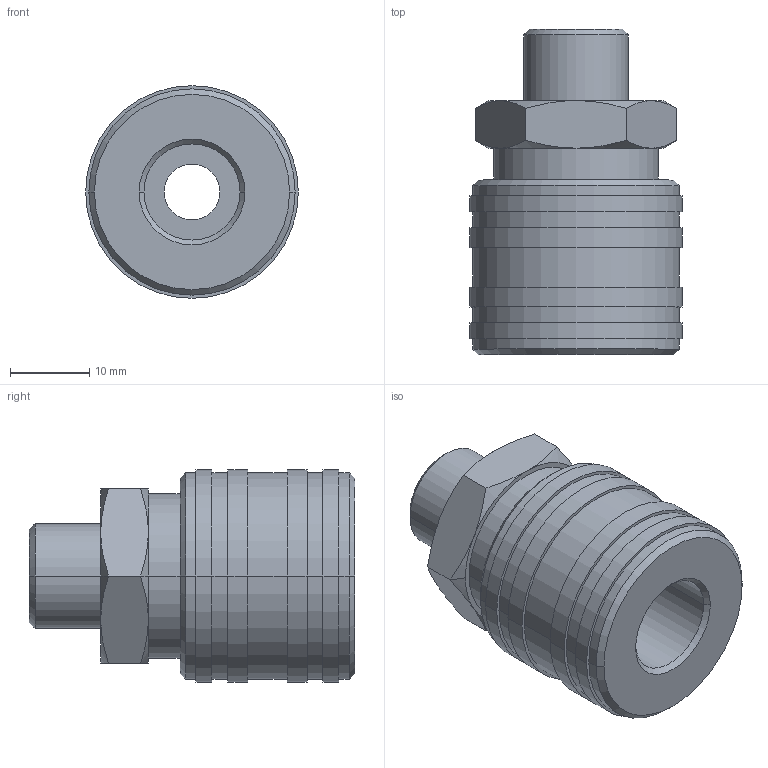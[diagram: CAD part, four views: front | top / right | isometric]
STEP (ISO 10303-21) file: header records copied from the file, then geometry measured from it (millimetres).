
FILE_DESCRIPTION(('STEP AP214'),'1');
FILE_NAME('ESEG_14_AAB.stp','2020-08-17T11:37:56',('TraceParts'),('TraceParts S.A.'),'Spatial InterOp 3D',' ',' ');
FILE_SCHEMA(('AUTOMOTIVE_DESIGN { 1 0 10303 214 1 1 1 1 }'));
Length unit declared in the file: millimetre
Products named in the file (1): ESEG_14_AAB
Bounding box: 26.8 x 41 x 26.8 mm (x, y, z)
Volume: 13796.6 mm3; surface area: 5424.9 mm2
Topology: 1 solids, 1 shells, 70 faces, 144 edges, 88 vertices
Faces by surface type: cylinder 26, cone 24, plane 20
Entity records: 2456 total; most frequent: CARTESIAN_POINT 399, DIRECTION 338, ORIENTED_EDGE 288, AXIS2_PLACEMENT_3D 147, EDGE_CURVE 144, VERTEX_POINT 88, EDGE_LOOP 84, CIRCLE 76
